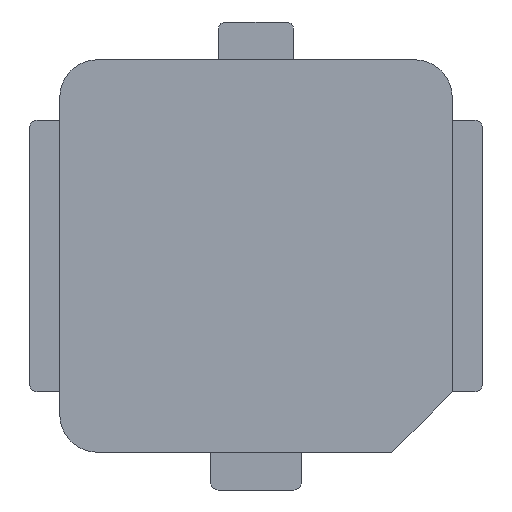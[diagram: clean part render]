
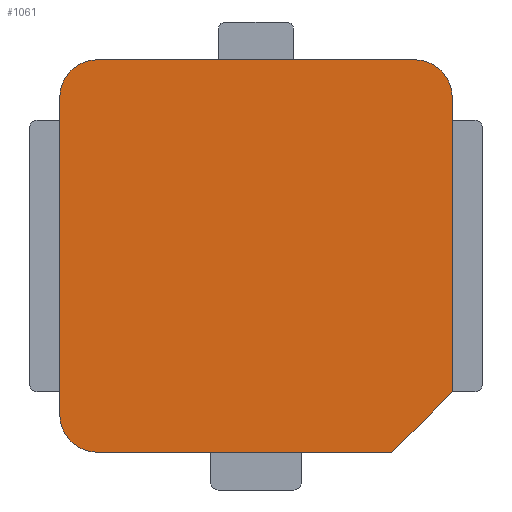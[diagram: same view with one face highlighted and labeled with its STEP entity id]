
A CAD part, front view. The second image highlights one B-rep face of the part: STEP entity #1061.
In plain terms, the highlighted face is planar.
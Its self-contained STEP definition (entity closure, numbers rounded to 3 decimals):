
#8 = VERTEX_POINT ( 'NONE', #294 ) ;
#62 = VERTEX_POINT ( 'NONE', #762 ) ;
#85 = EDGE_CURVE ( 'NONE', #1607, #1466, #1055, .T. ) ;
#90 = ORIENTED_EDGE ( 'NONE', *, *, #633, .F. ) ;
#103 = VECTOR ( 'NONE', #473, 1000. ) ;
#110 = VERTEX_POINT ( 'NONE', #1119 ) ;
#143 = CARTESIAN_POINT ( 'NONE',  ( 0.9, 1.3, -1.23 ) ) ;
#158 = EDGE_CURVE ( 'NONE', #1708, #1209, #1750, .T. ) ;
#182 = CARTESIAN_POINT ( 'NONE',  ( 1.3, 0.9, -1.23 ) ) ;
#192 = VECTOR ( 'NONE', #2067, 1000. ) ;
#231 = ORIENTED_EDGE ( 'NONE', *, *, #896, .T. ) ;
#246 = CARTESIAN_POINT ( 'NONE',  ( -0.25, -1.3, -1.23 ) ) ;
#250 = ORIENTED_EDGE ( 'NONE', *, *, #664, .T. ) ;
#294 = CARTESIAN_POINT ( 'NONE',  ( -1.3, 1.05, -1.23 ) ) ;
#295 = DIRECTION ( 'NONE',  ( 0., 1., 0. ) ) ;
#330 = AXIS2_PLACEMENT_3D ( 'NONE', #692, #501, #1513 ) ;
#385 = LINE ( 'NONE', #1662, #2134 ) ;
#412 = EDGE_CURVE ( 'NONE', #1258, #1302, #1634, .T. ) ;
#426 = CARTESIAN_POINT ( 'NONE',  ( 1.3, 0.9, -1.23 ) ) ;
#431 = VERTEX_POINT ( 'NONE', #1538 ) ;
#441 = VERTEX_POINT ( 'NONE', #1794 ) ;
#460 = VECTOR ( 'NONE', #735, 1000. ) ;
#470 = ORIENTED_EDGE ( 'NONE', *, *, #1593, .T. ) ;
#473 = DIRECTION ( 'NONE',  ( 0.707, -0.707, 0. ) ) ;
#477 = CARTESIAN_POINT ( 'NONE',  ( 1.3, -1.05, -1.23 ) ) ;
#493 = CIRCLE ( 'NONE', #1310, 0.25 ) ;
#501 = DIRECTION ( 'NONE',  ( 0., 0., -1. ) ) ;
#535 = EDGE_CURVE ( 'NONE', #1148, #1258, #1890, .T. ) ;
#536 = PLANE ( 'NONE',  #1556 ) ;
#578 = ORIENTED_EDGE ( 'NONE', *, *, #1309, .T. ) ;
#592 = VECTOR ( 'NONE', #952, 1000. ) ;
#594 = DIRECTION ( 'NONE',  ( 0., 0., -1. ) ) ;
#633 = EDGE_CURVE ( 'NONE', #1708, #1302, #1450, .T. ) ;
#656 = CIRCLE ( 'NONE', #1858, 0.25 ) ;
#664 = EDGE_CURVE ( 'NONE', #110, #8, #1498, .T. ) ;
#692 = CARTESIAN_POINT ( 'NONE',  ( -1.05, -1.05, -1.23 ) ) ;
#708 = EDGE_CURVE ( 'NONE', #110, #441, #2008, .T. ) ;
#709 = CARTESIAN_POINT ( 'NONE',  ( -1.05, -1.3, -1.23 ) ) ;
#719 = CARTESIAN_POINT ( 'NONE',  ( -1.3, -1.05, -1.23 ) ) ;
#735 = DIRECTION ( 'NONE',  ( 0., -1., 0. ) ) ;
#745 = VECTOR ( 'NONE', #1142, 1000. ) ;
#762 = CARTESIAN_POINT ( 'NONE',  ( 0.25, -1.3, -1.23 ) ) ;
#838 = ORIENTED_EDGE ( 'NONE', *, *, #412, .T. ) ;
#846 = DIRECTION ( 'NONE',  ( 0., 0., -1. ) ) ;
#865 = DIRECTION ( 'NONE',  ( -1., 0., 0. ) ) ;
#896 = EDGE_CURVE ( 'NONE', #2112, #441, #385, .T. ) ;
#926 = EDGE_LOOP ( 'NONE', ( #90, #1867, #946, #470, #1496, #1939, #578, #231, #1292, #250, #1842, #2140, #838 ) ) ;
#946 = ORIENTED_EDGE ( 'NONE', *, *, #1882, .T. ) ;
#952 = DIRECTION ( 'NONE',  ( -1., 0., 0. ) ) ;
#959 = DIRECTION ( 'NONE',  ( 1., 0., 0. ) ) ;
#1018 = DIRECTION ( 'NONE',  ( 0., -1., 0. ) ) ;
#1036 = CARTESIAN_POINT ( 'NONE',  ( -1.3, 0., -1.23 ) ) ;
#1055 = LINE ( 'NONE', #1756, #592 ) ;
#1061 = ADVANCED_FACE ( 'NONE', ( #1868 ), #536, .T. ) ;
#1119 = CARTESIAN_POINT ( 'NONE',  ( -1.3, 0.9, -1.23 ) ) ;
#1129 = VECTOR ( 'NONE', #1241, 1000. ) ;
#1142 = DIRECTION ( 'NONE',  ( 0., 1., 0. ) ) ;
#1148 = VERTEX_POINT ( 'NONE', #1710 ) ;
#1209 = VERTEX_POINT ( 'NONE', #477 ) ;
#1219 = CARTESIAN_POINT ( 'NONE',  ( 0., 0., -1.23 ) ) ;
#1241 = DIRECTION ( 'NONE',  ( 1., 0., 0. ) ) ;
#1251 = DIRECTION ( 'NONE',  ( -1., 0., 0. ) ) ;
#1258 = VERTEX_POINT ( 'NONE', #2129 ) ;
#1262 = CARTESIAN_POINT ( 'NONE',  ( -1.05, 1.05, -1.23 ) ) ;
#1292 = ORIENTED_EDGE ( 'NONE', *, *, #708, .F. ) ;
#1293 = CARTESIAN_POINT ( 'NONE',  ( 1.3, 0., -1.23 ) ) ;
#1297 = VECTOR ( 'NONE', #1018, 1000. ) ;
#1302 = VERTEX_POINT ( 'NONE', #182 ) ;
#1309 = EDGE_CURVE ( 'NONE', #1466, #2112, #1863, .T. ) ;
#1310 = AXIS2_PLACEMENT_3D ( 'NONE', #2022, #846, #865 ) ;
#1311 = CARTESIAN_POINT ( 'NONE',  ( -1.3, -1.3, -1.23 ) ) ;
#1450 = LINE ( 'NONE', #1293, #745 ) ;
#1466 = VERTEX_POINT ( 'NONE', #709 ) ;
#1496 = ORIENTED_EDGE ( 'NONE', *, *, #1736, .F. ) ;
#1498 = LINE ( 'NONE', #1311, #1677 ) ;
#1513 = DIRECTION ( 'NONE',  ( -1., 0., 0. ) ) ;
#1532 = DIRECTION ( 'NONE',  ( 0., 0., -1. ) ) ;
#1538 = CARTESIAN_POINT ( 'NONE',  ( 1.05, -1.3, -1.23 ) ) ;
#1551 = EDGE_CURVE ( 'NONE', #8, #1148, #656, .T. ) ;
#1556 = AXIS2_PLACEMENT_3D ( 'NONE', #1219, #1532, #1860 ) ;
#1562 = CARTESIAN_POINT ( 'NONE',  ( -1.3, 1.3, -1.23 ) ) ;
#1578 = CARTESIAN_POINT ( 'NONE',  ( 1.3, -1.3, -1.23 ) ) ;
#1593 = EDGE_CURVE ( 'NONE', #431, #62, #1786, .T. ) ;
#1607 = VERTEX_POINT ( 'NONE', #246 ) ;
#1615 = CARTESIAN_POINT ( 'NONE',  ( 1.3, -0.9, -1.23 ) ) ;
#1634 = LINE ( 'NONE', #143, #103 ) ;
#1637 = VECTOR ( 'NONE', #959, 1000. ) ;
#1662 = CARTESIAN_POINT ( 'NONE',  ( -1.3, -1.3, -1.23 ) ) ;
#1677 = VECTOR ( 'NONE', #295, 1000. ) ;
#1706 = LINE ( 'NONE', #2110, #1637 ) ;
#1708 = VERTEX_POINT ( 'NONE', #1615 ) ;
#1710 = CARTESIAN_POINT ( 'NONE',  ( -1.05, 1.3, -1.23 ) ) ;
#1736 = EDGE_CURVE ( 'NONE', #1607, #62, #1706, .T. ) ;
#1750 = LINE ( 'NONE', #426, #460 ) ;
#1756 = CARTESIAN_POINT ( 'NONE',  ( 1.3, -1.3, -1.23 ) ) ;
#1786 = LINE ( 'NONE', #1578, #192 ) ;
#1794 = CARTESIAN_POINT ( 'NONE',  ( -1.3, -0.9, -1.23 ) ) ;
#1842 = ORIENTED_EDGE ( 'NONE', *, *, #1551, .T. ) ;
#1846 = DIRECTION ( 'NONE',  ( 0., 1., 0. ) ) ;
#1858 = AXIS2_PLACEMENT_3D ( 'NONE', #1262, #594, #1251 ) ;
#1860 = DIRECTION ( 'NONE',  ( -1., 0., 0. ) ) ;
#1863 = CIRCLE ( 'NONE', #330, 0.25 ) ;
#1867 = ORIENTED_EDGE ( 'NONE', *, *, #158, .T. ) ;
#1868 = FACE_OUTER_BOUND ( 'NONE', #926, .T. ) ;
#1882 = EDGE_CURVE ( 'NONE', #1209, #431, #493, .T. ) ;
#1890 = LINE ( 'NONE', #1562, #1129 ) ;
#1939 = ORIENTED_EDGE ( 'NONE', *, *, #85, .T. ) ;
#2008 = LINE ( 'NONE', #1036, #1297 ) ;
#2022 = CARTESIAN_POINT ( 'NONE',  ( 1.05, -1.05, -1.23 ) ) ;
#2067 = DIRECTION ( 'NONE',  ( -1., 0., 0. ) ) ;
#2110 = CARTESIAN_POINT ( 'NONE',  ( 0., -1.3, -1.23 ) ) ;
#2112 = VERTEX_POINT ( 'NONE', #719 ) ;
#2129 = CARTESIAN_POINT ( 'NONE',  ( 0.9, 1.3, -1.23 ) ) ;
#2134 = VECTOR ( 'NONE', #1846, 1000. ) ;
#2140 = ORIENTED_EDGE ( 'NONE', *, *, #535, .T. ) ;
